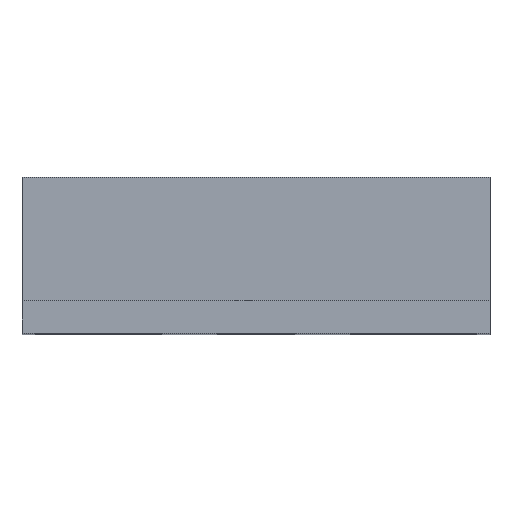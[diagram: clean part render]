
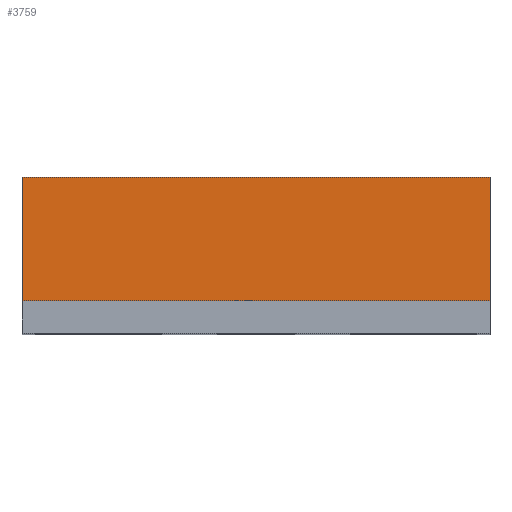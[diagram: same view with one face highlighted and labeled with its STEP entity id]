
A CAD part, top view. The second image highlights one B-rep face of the part: STEP entity #3759.
In plain terms, the highlighted planar face has unit normal (0, 0, 1).
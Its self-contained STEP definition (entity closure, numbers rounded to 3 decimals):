
#174 = CARTESIAN_POINT ( 'NONE',  ( 1.5, 0., 2.5 ) ) ;
#352 = AXIS2_PLACEMENT_3D ( 'NONE', #6245, #1513, #4767 ) ;
#484 = CARTESIAN_POINT ( 'NONE',  ( -1.5, 0., 2.5 ) ) ;
#496 = PLANE ( 'NONE',  #352 ) ;
#829 = DIRECTION ( 'NONE',  ( 1., 0., 0. ) ) ;
#839 = CARTESIAN_POINT ( 'NONE',  ( -1.5, 0.79, 2.5 ) ) ;
#1156 = LINE ( 'NONE', #839, #3293 ) ;
#1393 = LINE ( 'NONE', #2799, #3851 ) ;
#1399 = CARTESIAN_POINT ( 'NONE',  ( 1.5, 0.79, 2.5 ) ) ;
#1426 = VERTEX_POINT ( 'NONE', #174 ) ;
#1513 = DIRECTION ( 'NONE',  ( 0., 0., -1. ) ) ;
#1989 = LINE ( 'NONE', #5631, #5590 ) ;
#2799 = CARTESIAN_POINT ( 'NONE',  ( 1.5, 0.79, 2.5 ) ) ;
#2969 = EDGE_CURVE ( 'NONE', #6125, #1426, #3877, .T. ) ;
#3137 = ORIENTED_EDGE ( 'NONE', *, *, #3598, .F. ) ;
#3196 = VERTEX_POINT ( 'NONE', #1399 ) ;
#3293 = VECTOR ( 'NONE', #5758, 1000. ) ;
#3528 = ORIENTED_EDGE ( 'NONE', *, *, #2969, .T. ) ;
#3598 = EDGE_CURVE ( 'NONE', #5585, #3196, #1393, .T. ) ;
#3759 = ADVANCED_FACE ( 'NONE', ( #6202 ), #496, .F. ) ;
#3760 = DIRECTION ( 'NONE',  ( 1., 0., 0. ) ) ;
#3851 = VECTOR ( 'NONE', #829, 1000. ) ;
#3873 = DIRECTION ( 'NONE',  ( 0., -1., 0. ) ) ;
#3877 = LINE ( 'NONE', #4818, #6079 ) ;
#4735 = ORIENTED_EDGE ( 'NONE', *, *, #5931, .F. ) ;
#4767 = DIRECTION ( 'NONE',  ( -1., 0., 0. ) ) ;
#4818 = CARTESIAN_POINT ( 'NONE',  ( 1.5, 0., 2.5 ) ) ;
#4826 = ORIENTED_EDGE ( 'NONE', *, *, #6019, .T. ) ;
#5491 = CARTESIAN_POINT ( 'NONE',  ( -1.5, 0.79, 2.5 ) ) ;
#5585 = VERTEX_POINT ( 'NONE', #5491 ) ;
#5590 = VECTOR ( 'NONE', #3873, 1000. ) ;
#5631 = CARTESIAN_POINT ( 'NONE',  ( 1.5, 0.79, 2.5 ) ) ;
#5758 = DIRECTION ( 'NONE',  ( 0., -1., 0. ) ) ;
#5931 = EDGE_CURVE ( 'NONE', #3196, #1426, #1989, .T. ) ;
#6019 = EDGE_CURVE ( 'NONE', #5585, #6125, #1156, .T. ) ;
#6079 = VECTOR ( 'NONE', #3760, 1000. ) ;
#6125 = VERTEX_POINT ( 'NONE', #484 ) ;
#6202 = FACE_OUTER_BOUND ( 'NONE', #6259, .T. ) ;
#6245 = CARTESIAN_POINT ( 'NONE',  ( 1.5, 0.79, 2.5 ) ) ;
#6259 = EDGE_LOOP ( 'NONE', ( #3528, #4735, #3137, #4826 ) ) ;
